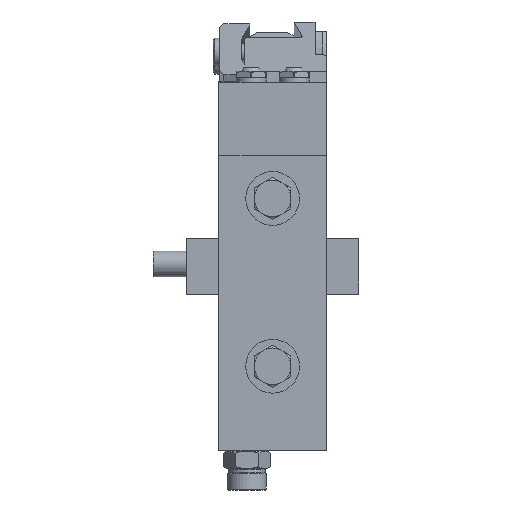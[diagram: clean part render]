
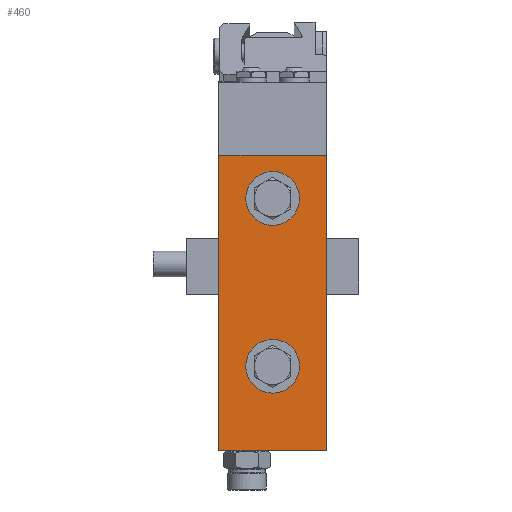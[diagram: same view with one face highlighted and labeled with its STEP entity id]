
A CAD part, front view. The second image highlights one B-rep face of the part: STEP entity #460.
In plain terms, the highlighted planar face has unit normal (0, -1, 0).
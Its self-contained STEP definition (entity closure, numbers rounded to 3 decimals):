
#460=ADVANCED_FACE('',(#1711,#1712,#1713),#697,.F.);
#697=PLANE('',#4483);
#884=LINE('',#6178,#1306);
#958=LINE('',#6343,#1380);
#959=LINE('',#6345,#1381);
#960=LINE('',#6347,#1382);
#1306=VECTOR('',#4922,1.);
#1380=VECTOR('',#5026,1.);
#1381=VECTOR('',#5029,1.);
#1382=VECTOR('',#5030,1.);
#1711=FACE_BOUND('',#1827,.T.);
#1712=FACE_BOUND('',#1828,.T.);
#1713=FACE_BOUND('',#1829,.T.);
#1827=EDGE_LOOP('',(#2306));
#1828=EDGE_LOOP('',(#2307));
#1829=EDGE_LOOP('',(#2308,#2309,#2310,#2311));
#2306=ORIENTED_EDGE('',*,*,#3700,.F.);
#2307=ORIENTED_EDGE('',*,*,#3732,.F.);
#2308=ORIENTED_EDGE('',*,*,#3852,.T.);
#2309=ORIENTED_EDGE('',*,*,#3853,.F.);
#2310=ORIENTED_EDGE('',*,*,#3770,.F.);
#2311=ORIENTED_EDGE('',*,*,#3851,.T.);
#3300=VERTEX_POINT('',#5960);
#3320=VERTEX_POINT('',#6063);
#3346=VERTEX_POINT('',#6177);
#3347=VERTEX_POINT('',#6179);
#3418=VERTEX_POINT('',#6342);
#3419=VERTEX_POINT('',#6346);
#3700=EDGE_CURVE('',#3300,#3300,#4304,.T.);
#3732=EDGE_CURVE('',#3320,#3320,#4312,.T.);
#3770=EDGE_CURVE('',#3346,#3347,#884,.T.);
#3851=EDGE_CURVE('',#3346,#3418,#958,.T.);
#3852=EDGE_CURVE('',#3418,#3419,#959,.T.);
#3853=EDGE_CURVE('',#3347,#3419,#960,.T.);
#4304=CIRCLE('',#4421,12.5);
#4312=CIRCLE('',#4444,12.5);
#4421=AXIS2_PLACEMENT_3D('',#5959,#4800,#4801);
#4444=AXIS2_PLACEMENT_3D('',#6062,#4858,#4859);
#4483=AXIS2_PLACEMENT_3D('',#6348,#5031,#5032);
#4800=DIRECTION('',(0.,-1.,0.));
#4801=DIRECTION('',(0.,0.,1.));
#4858=DIRECTION('',(0.,-1.,0.));
#4859=DIRECTION('',(0.,0.,1.));
#4922=DIRECTION('',(0.,0.,-1.));
#5026=DIRECTION('',(-1.,0.,0.));
#5029=DIRECTION('',(0.,0.,-1.));
#5030=DIRECTION('',(-1.,0.,0.));
#5031=DIRECTION('',(0.,1.,0.));
#5032=DIRECTION('',(0.,0.,1.));
#5959=CARTESIAN_POINT('',(0.,-55.,0.));
#5960=CARTESIAN_POINT('',(0.,-55.,12.5));
#6062=CARTESIAN_POINT('',(0.,-55.,-78.));
#6063=CARTESIAN_POINT('',(0.,-55.,-65.5));
#6177=CARTESIAN_POINT('',(25.,-55.,20.));
#6178=CARTESIAN_POINT('',(25.,-55.,20.));
#6179=CARTESIAN_POINT('',(25.,-55.,-117.));
#6342=CARTESIAN_POINT('',(-25.,-55.,20.));
#6343=CARTESIAN_POINT('',(25.,-55.,20.));
#6345=CARTESIAN_POINT('',(-25.,-55.,20.));
#6346=CARTESIAN_POINT('',(-25.,-55.,-117.));
#6347=CARTESIAN_POINT('',(25.,-55.,-117.));
#6348=CARTESIAN_POINT('',(25.,-55.,20.));
